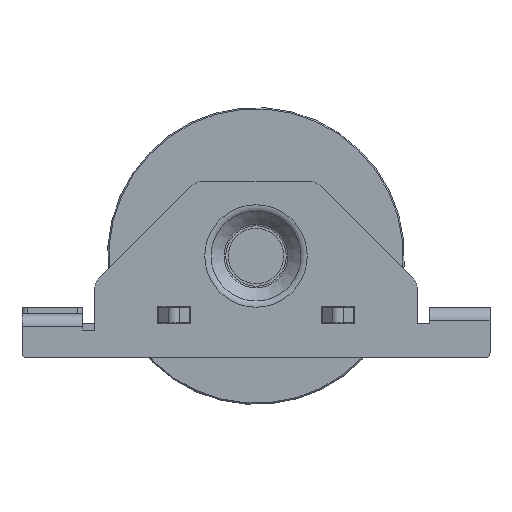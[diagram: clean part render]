
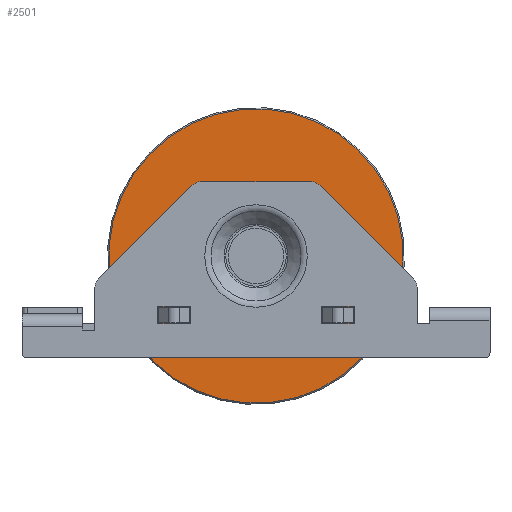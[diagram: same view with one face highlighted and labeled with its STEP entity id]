
A CAD part, front view. The second image highlights one B-rep face of the part: STEP entity #2501.
In plain terms, the highlighted face is planar.
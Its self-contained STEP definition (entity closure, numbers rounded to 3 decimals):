
#218=FACE_BOUND('',#464,.T.);
#252=PLANE('',#2773);
#323=FACE_OUTER_BOUND('',#463,.T.);
#463=EDGE_LOOP('',(#1809));
#464=EDGE_LOOP('',(#1810));
#1035=CIRCLE('',#2769,58.5);
#1038=CIRCLE('',#2774,26.);
#1183=VERTEX_POINT('',#3899);
#1186=VERTEX_POINT('',#3909);
#1432=EDGE_CURVE('',#1183,#1183,#1035,.T.);
#1436=EDGE_CURVE('',#1186,#1186,#1038,.T.);
#1809=ORIENTED_EDGE('',*,*,#1432,.F.);
#1810=ORIENTED_EDGE('',*,*,#1436,.T.);
#2501=ADVANCED_FACE('',(#323,#218),#252,.F.);
#2769=AXIS2_PLACEMENT_3D('',#3901,#3103,#3104);
#2773=AXIS2_PLACEMENT_3D('',#3908,#3112,#3113);
#2774=AXIS2_PLACEMENT_3D('',#3910,#3114,#3115);
#3103=DIRECTION('center_axis',(0.,0.,-1.));
#3104=DIRECTION('ref_axis',(-1.,0.,0.));
#3112=DIRECTION('center_axis',(0.,0.,-1.));
#3113=DIRECTION('ref_axis',(-1.,0.,0.));
#3114=DIRECTION('center_axis',(0.,0.,-1.));
#3115=DIRECTION('ref_axis',(0.,1.,0.));
#3899=CARTESIAN_POINT('',(58.5,0.,12.5));
#3901=CARTESIAN_POINT('Origin',(0.,0.,12.5));
#3908=CARTESIAN_POINT('Origin',(0.,0.,12.5));
#3909=CARTESIAN_POINT('',(0.,-26.,12.5));
#3910=CARTESIAN_POINT('Origin',(0.,0.,12.5));
